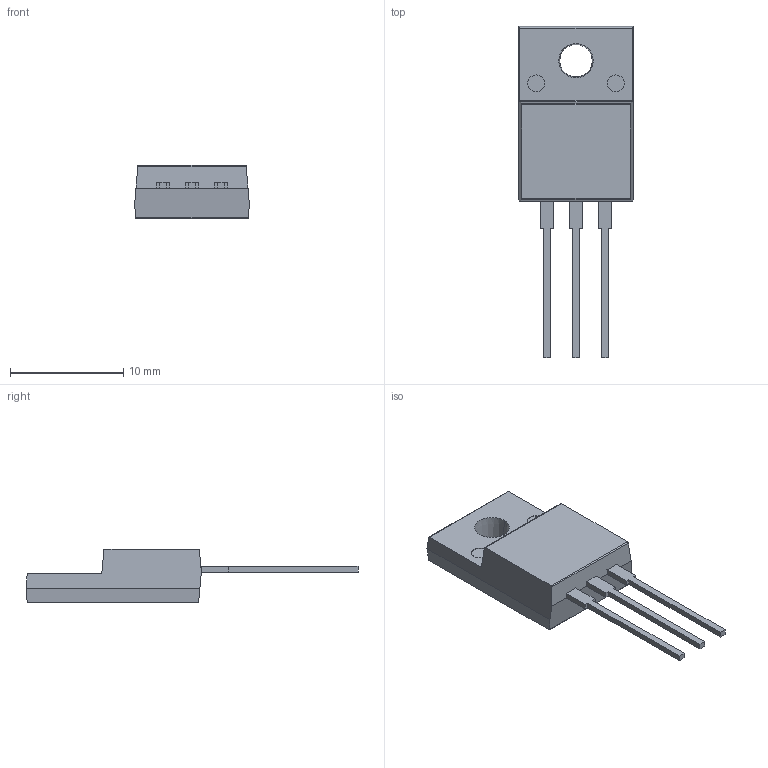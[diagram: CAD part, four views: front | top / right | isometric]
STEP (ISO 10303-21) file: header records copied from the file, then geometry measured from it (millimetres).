
FILE_DESCRIPTION (( 'STEP AP203' ), '1' );
FILE_NAME ('ITO220-1.STEP', '2021-03-10T01:22:00', ( '' ), ( '' ), 'SwSTEP 2.0', 'SolidWorks 2019', '' );
FILE_SCHEMA (( 'CONFIG_CONTROL_DESIGN' ));
Length unit declared in the file: millimetre
Products named in the file (8): body; ITO220-1; epoxy; Al wire-die; Lead-l; pad; chip; Lead-r
Assembly tree (10 placements, depth 2):
  ITO220-1
    pad
    Lead-l
    Lead-r
    body
    chip  x2
    epoxy  x2
    Al wire-die  x2
Bounding box: 10.12 x 29.26 x 4.7 mm (x, y, z)
Volume: 612.6 mm3; surface area: 895.1 mm2
Topology: 10 solids, 10 shells, 182 faces, 434 edges, 274 vertices
Faces by surface type: plane 119, cylinder 33, bspline 28, cone 2
Entity records: 5560 total; most frequent: CARTESIAN_POINT 1245, ORIENTED_EDGE 720, DIRECTION 678, EDGE_CURVE 360, VECTOR 280, LINE 280, VERTEX_POINT 230, AXIS2_PLACEMENT_3D 199
